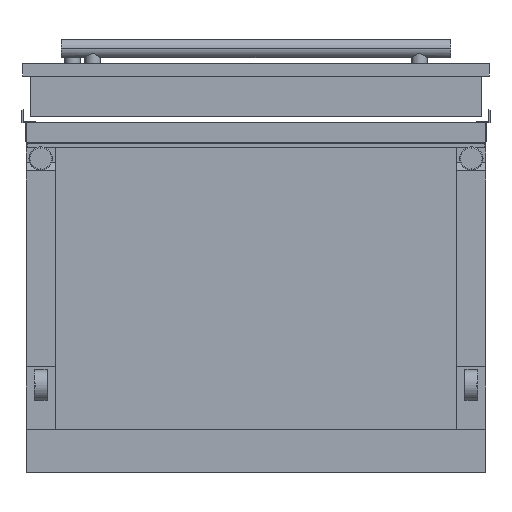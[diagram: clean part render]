
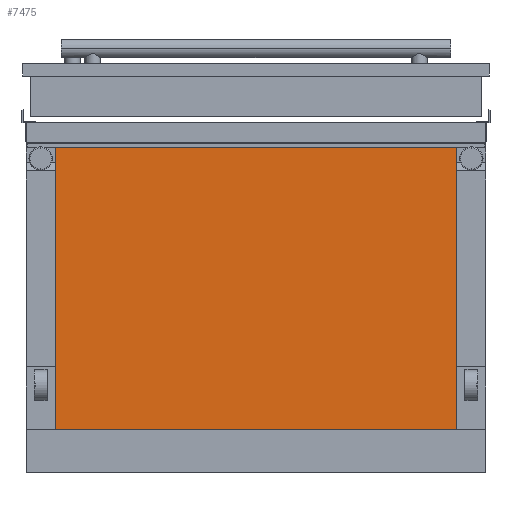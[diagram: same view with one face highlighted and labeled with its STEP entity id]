
A CAD part, front view. The second image highlights one B-rep face of the part: STEP entity #7475.
In plain terms, the highlighted planar face has unit normal (0, -1, 0).
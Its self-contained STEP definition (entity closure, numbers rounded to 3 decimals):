
#275 = ORIENTED_EDGE ( 'NONE', *, *, #3339, .F. ) ;
#540 = EDGE_CURVE ( 'NONE', #6754, #8885, #1882, .T. ) ;
#566 = LINE ( 'NONE', #4116, #11981 ) ;
#804 = CARTESIAN_POINT ( 'NONE',  ( -321., -990.85, -280. ) ) ;
#1269 = CARTESIAN_POINT ( 'NONE',  ( 321., -990.85, 240. ) ) ;
#1882 = LINE ( 'NONE', #10831, #12783 ) ;
#1900 = DIRECTION ( 'NONE',  ( -1., 0., 0. ) ) ;
#3339 = EDGE_CURVE ( 'NONE', #8027, #4845, #566, .T. ) ;
#3633 = AXIS2_PLACEMENT_3D ( 'NONE', #804, #8424, #5145 ) ;
#3816 = EDGE_LOOP ( 'NONE', ( #11679, #10768, #6777, #275 ) ) ;
#4116 = CARTESIAN_POINT ( 'NONE',  ( -368., -990.85, -210.4 ) ) ;
#4225 = CARTESIAN_POINT ( 'NONE',  ( 321., -990.85, -280. ) ) ;
#4845 = VERTEX_POINT ( 'NONE', #8045 ) ;
#5145 = DIRECTION ( 'NONE',  ( 0., 0., 1. ) ) ;
#5578 = VECTOR ( 'NONE', #13031, 1000. ) ;
#6754 = VERTEX_POINT ( 'NONE', #1269 ) ;
#6777 = ORIENTED_EDGE ( 'NONE', *, *, #7666, .F. ) ;
#7144 = VECTOR ( 'NONE', #11968, 1000. ) ;
#7407 = PLANE ( 'NONE',  #3633 ) ;
#7475 = ADVANCED_FACE ( 'NONE', ( #12023 ), #7407, .F. ) ;
#7666 = EDGE_CURVE ( 'NONE', #4845, #8885, #10792, .T. ) ;
#8027 = VERTEX_POINT ( 'NONE', #11028 ) ;
#8045 = CARTESIAN_POINT ( 'NONE',  ( -321., -990.85, -210.4 ) ) ;
#8424 = DIRECTION ( 'NONE',  ( 0., 1., 0. ) ) ;
#8552 = DIRECTION ( 'NONE',  ( -1., 0., 0. ) ) ;
#8885 = VERTEX_POINT ( 'NONE', #10025 ) ;
#10025 = CARTESIAN_POINT ( 'NONE',  ( -321., -990.85, 240. ) ) ;
#10768 = ORIENTED_EDGE ( 'NONE', *, *, #540, .T. ) ;
#10792 = LINE ( 'NONE', #10848, #7144 ) ;
#10831 = CARTESIAN_POINT ( 'NONE',  ( -321., -990.85, 240. ) ) ;
#10848 = CARTESIAN_POINT ( 'NONE',  ( -321., -990.85, -280. ) ) ;
#10959 = EDGE_CURVE ( 'NONE', #8027, #6754, #11461, .T. ) ;
#11028 = CARTESIAN_POINT ( 'NONE',  ( 321., -990.85, -210.4 ) ) ;
#11461 = LINE ( 'NONE', #4225, #5578 ) ;
#11679 = ORIENTED_EDGE ( 'NONE', *, *, #10959, .T. ) ;
#11968 = DIRECTION ( 'NONE',  ( 0., 0., 1. ) ) ;
#11981 = VECTOR ( 'NONE', #8552, 1000. ) ;
#12023 = FACE_OUTER_BOUND ( 'NONE', #3816, .T. ) ;
#12783 = VECTOR ( 'NONE', #1900, 1000. ) ;
#13031 = DIRECTION ( 'NONE',  ( 0., 0., 1. ) ) ;
